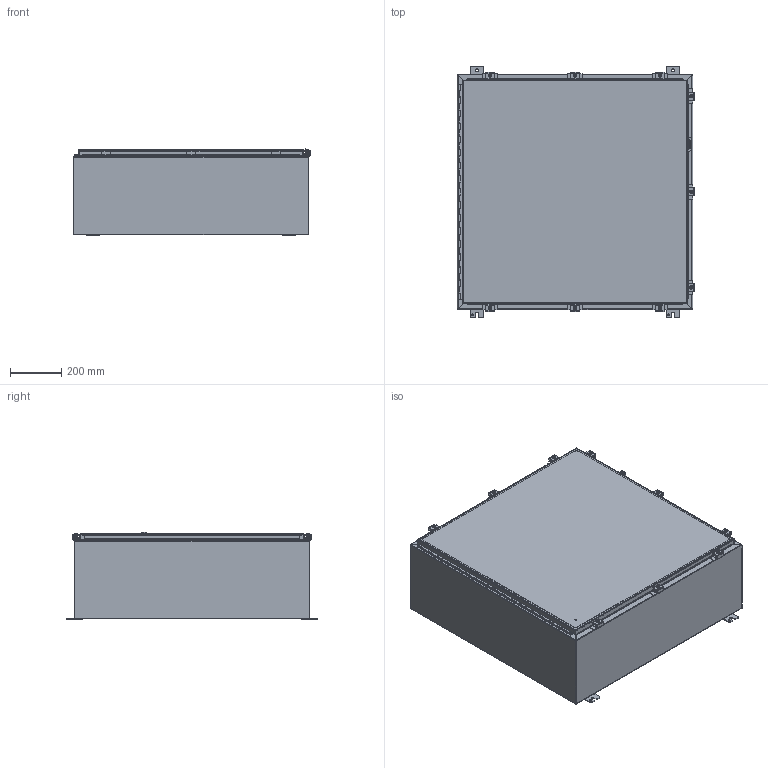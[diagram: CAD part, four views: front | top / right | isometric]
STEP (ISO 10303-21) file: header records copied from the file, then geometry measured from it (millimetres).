
FILE_DESCRIPTION (( 'STEP AP214' ), '1' );
FILE_NAME ('SSN4363612A.STEP', '2016-02-09T21:02:06', ( '' ), ( '' ), 'SwSTEP 2.0', 'SolidWorks 2014', '' );
FILE_SCHEMA (( 'AUTOMOTIVE_DESIGN' ));
Length unit declared in the file: inch
Products named in the file (20): SSN4363612A; SSN4363612ALRS; 34839; 38415; SSN4363612ABTB; 38846; 3298; 34x34; SSN43636ALID; 32874-36T; 32874-36L; 32874-36P; 32874-36; 38859; HFW308001-1; HFW30825-2; HFW30825-3; HFW30825-4; HFW308001; 30819
Assembly tree (46 placements, depth 3):
  SSN4363612A
    SSN4363612ALRS  x2
    34839  x4
    38415
    SSN4363612ABTB
    38846
    3298
    34x34
    SSN43636ALID
    32874-36
      32874-36T
      32874-36L
      32874-36P
    38859  x8
    HFW308001  x9
      HFW308001-1
      HFW30825-2
      HFW30825-3
      HFW30825-4
    30819  x9
Bounding box: 922.29 x 977.9 x 339.22 mm (x, y, z)
Volume: 6046251 mm3; surface area: 6304992.4 mm2
Topology: 68 solids, 68 shells, 2384 faces, 6258 edges, 4034 vertices
Faces by surface type: cylinder 1041, plane 964, bspline 237, cone 56, sphere 54, torus 32
Entity records: 40959 total; most frequent: CARTESIAN_POINT 9903, DIRECTION 4756, ORIENTED_EDGE 4756, EDGE_CURVE 2378, AXIS2_PLACEMENT_3D 1638, VERTEX_POINT 1540, LINE 1480, VECTOR 1480
